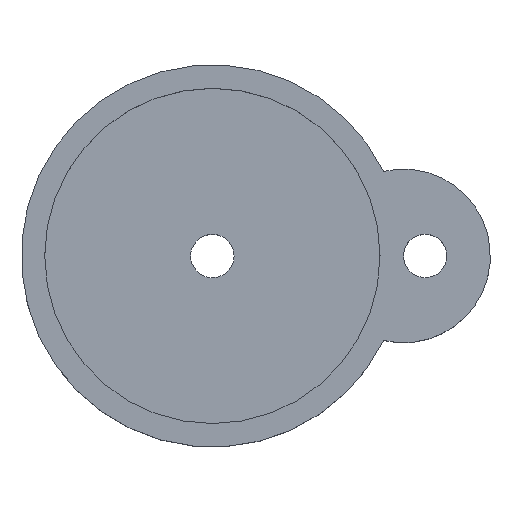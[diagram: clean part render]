
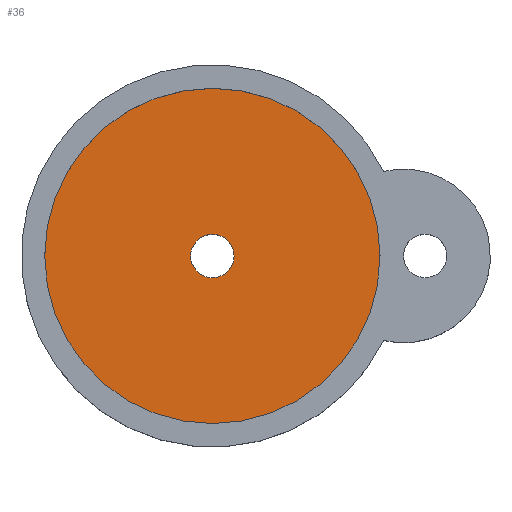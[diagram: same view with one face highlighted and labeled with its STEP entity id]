
A CAD part, top view. The second image highlights one B-rep face of the part: STEP entity #36.
In plain terms, the highlighted planar face has unit normal (0, 0, 1).
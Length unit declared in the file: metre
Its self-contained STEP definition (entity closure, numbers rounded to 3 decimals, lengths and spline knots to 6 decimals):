
#36 = ADVANCED_FACE( '', ( #73, #74 ), #75, .T. );
#73 = FACE_BOUND( '', #112, .T. );
#74 = FACE_OUTER_BOUND( '', #113, .T. );
#75 = PLANE( '', #114 );
#112 = EDGE_LOOP( '', ( #149 ) );
#113 = EDGE_LOOP( '', ( #150 ) );
#114 = AXIS2_PLACEMENT_3D( '', #151, #152, #153 );
#149 = ORIENTED_EDGE( '', *, *, #196, .F. );
#150 = ORIENTED_EDGE( '', *, *, #193, .T. );
#151 = CARTESIAN_POINT( '', ( 0.0025, 0., 0.002 ) );
#152 = DIRECTION( '', ( 0., 0., 1. ) );
#153 = DIRECTION( '', ( 1., 0., 0. ) );
#193 = EDGE_CURVE( '', #213, #213, #214, .T. );
#196 = EDGE_CURVE( '', #218, #218, #219, .T. );
#213 = VERTEX_POINT( '', #243 );
#214 = CIRCLE( '', #244, 0.00965 );
#218 = VERTEX_POINT( '', #248 );
#219 = CIRCLE( '', #249, 0.00125 );
#243 = CARTESIAN_POINT( '', ( 0.00965, 0., 0.002 ) );
#244 = AXIS2_PLACEMENT_3D( '', #274, #275, #276 );
#248 = CARTESIAN_POINT( '', ( 0.00125, 0., 0.002 ) );
#249 = AXIS2_PLACEMENT_3D( '', #280, #281, #282 );
#274 = CARTESIAN_POINT( '', ( 0., 0., 0.002 ) );
#275 = DIRECTION( '', ( 0., 0., 1. ) );
#276 = DIRECTION( '', ( 1., 0., 0. ) );
#280 = CARTESIAN_POINT( '', ( 0., 0., 0.002 ) );
#281 = DIRECTION( '', ( 0., 0., 1. ) );
#282 = DIRECTION( '', ( 1., 0., 0. ) );
